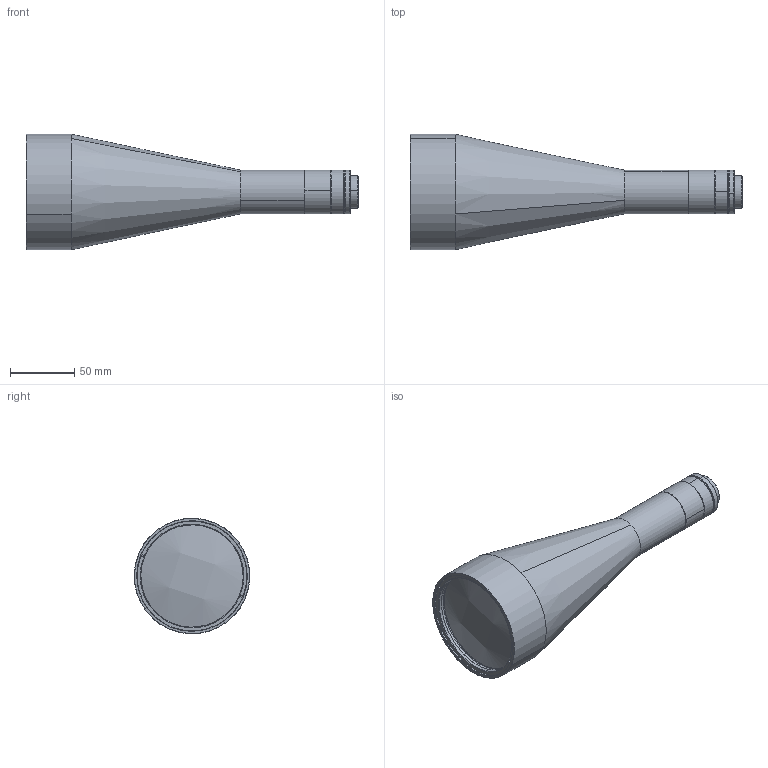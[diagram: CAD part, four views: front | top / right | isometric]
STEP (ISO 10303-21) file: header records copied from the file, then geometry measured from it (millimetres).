
FILE_DESCRIPTION (( 'STEP AP214' ), '1' );
FILE_NAME ('TTL11.5-70-150C.STEP', '2023-05-12T05:56:53', ( '' ), ( '' ), 'SwSTEP 2.0', 'SolidWorks 2022', '' );
FILE_SCHEMA (( 'AUTOMOTIVE_DESIGN' ));
Length unit declared in the file: millimetre
Products named in the file (1): TTL11.5-70-150C
Bounding box: 258.39 x 89.92 x 89.92 mm (x, y, z)
Volume: 273351.2 mm3; surface area: 116743.1 mm2
Topology: 17 solids, 17 shells, 320 faces, 711 edges, 449 vertices
Faces by surface type: cylinder 118, cone 95, plane 77, bspline 30
Entity records: 13981 total; most frequent: CARTESIAN_POINT 2929, DIRECTION 1683, ORIENTED_EDGE 1422, AXIS2_PLACEMENT_3D 715, EDGE_CURVE 711, VERTEX_POINT 449, CIRCLE 424, EDGE_LOOP 372
